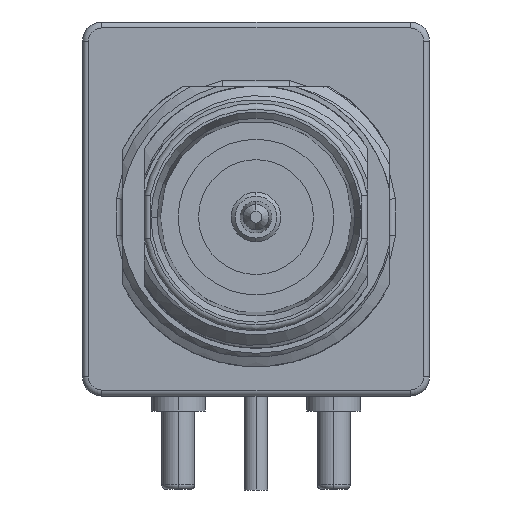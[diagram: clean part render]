
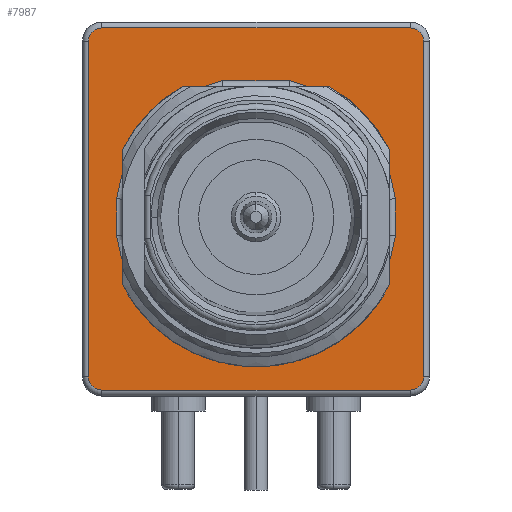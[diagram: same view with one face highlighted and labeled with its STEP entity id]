
A CAD part, left-side view. The second image highlights one B-rep face of the part: STEP entity #7987.
In plain terms, the highlighted planar face has unit normal (-1, 0, 0).
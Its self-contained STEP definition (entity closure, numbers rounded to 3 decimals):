
#255=CARTESIAN_POINT('',(21.133,6.553,7.468));
#256=DIRECTION('',(1.,0.,0.));
#257=DIRECTION('',(0.,1.,0.));
#258=AXIS2_PLACEMENT_3D('',#255,#256,#257);
#260=DIRECTION('',(0.,-1.,0.));
#261=VECTOR('',#260,13.106);
#262=CARTESIAN_POINT('',(21.133,6.553,8.026));
#263=LINE('',#262,#261);
#264=CARTESIAN_POINT('',(21.133,-6.553,7.468));
#265=DIRECTION('',(1.,0.,0.));
#266=DIRECTION('',(0.,0.,1.));
#267=AXIS2_PLACEMENT_3D('',#264,#265,#266);
#269=DIRECTION('',(0.,0.,-1.));
#270=VECTOR('',#269,14.249);
#271=CARTESIAN_POINT('',(21.133,-7.112,7.468));
#272=LINE('',#271,#270);
#273=CARTESIAN_POINT('',(21.133,-6.553,-6.782));
#274=DIRECTION('',(1.,0.,0.));
#275=DIRECTION('',(0.,-1.,0.));
#276=AXIS2_PLACEMENT_3D('',#273,#274,#275);
#278=DIRECTION('',(0.,1.,0.));
#279=VECTOR('',#278,13.106);
#280=CARTESIAN_POINT('',(21.133,-6.553,-7.341));
#281=LINE('',#280,#279);
#282=CARTESIAN_POINT('',(21.133,6.553,-6.782));
#283=DIRECTION('',(1.,0.,0.));
#284=DIRECTION('',(0.,0.,-1.));
#285=AXIS2_PLACEMENT_3D('',#282,#283,#284);
#287=DIRECTION('',(0.,0.,1.));
#288=VECTOR('',#287,14.249);
#289=CARTESIAN_POINT('',(21.133,7.112,-6.782));
#290=LINE('',#289,#288);
#291=CARTESIAN_POINT('',(21.133,0.,0.));
#292=DIRECTION('',(1.,0.,0.));
#293=DIRECTION('',(0.,0.991,0.13));
#294=AXIS2_PLACEMENT_3D('',#291,#292,#293);
#296=DIRECTION('',(0.,0.,-1.));
#297=VECTOR('',#296,1.554);
#298=CARTESIAN_POINT('',(21.133,5.918,0.777));
#299=LINE('',#298,#297);
#300=CARTESIAN_POINT('',(21.133,0.,0.));
#301=DIRECTION('',(1.,0.,0.));
#302=DIRECTION('',(0.,-0.991,-0.13));
#303=AXIS2_PLACEMENT_3D('',#300,#301,#302);
#305=DIRECTION('',(0.,0.,1.));
#306=VECTOR('',#305,1.554);
#307=CARTESIAN_POINT('',(21.133,-5.918,-0.777));
#308=LINE('',#307,#306);
#309=CARTESIAN_POINT('',(21.133,0.,0.));
#310=DIRECTION('',(1.,0.,0.));
#311=DIRECTION('',(0.,-0.242,0.97));
#312=AXIS2_PLACEMENT_3D('',#309,#310,#311);
#314=DIRECTION('',(0.,1.,0.));
#315=VECTOR('',#314,2.892);
#316=CARTESIAN_POINT('',(21.133,-1.446,5.791));
#317=LINE('',#316,#315);
#7143=CARTESIAN_POINT('',(21.133,5.918,0.777));
#7144=CARTESIAN_POINT('',(21.133,1.446,5.791));
#7145=VERTEX_POINT('',#7143);
#7146=VERTEX_POINT('',#7144);
#7153=CARTESIAN_POINT('',(21.133,5.918,-0.777));
#7154=VERTEX_POINT('',#7153);
#7157=CARTESIAN_POINT('',(21.133,-5.918,-0.777));
#7158=VERTEX_POINT('',#7157);
#7161=CARTESIAN_POINT('',(21.133,-5.918,0.777));
#7162=VERTEX_POINT('',#7161);
#7165=CARTESIAN_POINT('',(21.133,-1.446,5.791));
#7166=VERTEX_POINT('',#7165);
#7211=CARTESIAN_POINT('',(21.133,7.112,7.468));
#7212=CARTESIAN_POINT('',(21.133,6.553,8.026));
#7213=VERTEX_POINT('',#7211);
#7214=VERTEX_POINT('',#7212);
#7217=CARTESIAN_POINT('',(21.133,-6.553,8.026));
#7218=VERTEX_POINT('',#7217);
#7221=CARTESIAN_POINT('',(21.133,-7.112,7.468));
#7222=VERTEX_POINT('',#7221);
#7225=CARTESIAN_POINT('',(21.133,-7.112,-6.782));
#7226=VERTEX_POINT('',#7225);
#7229=CARTESIAN_POINT('',(21.133,-6.553,-7.341));
#7230=VERTEX_POINT('',#7229);
#7233=CARTESIAN_POINT('',(21.133,6.553,-7.341));
#7234=VERTEX_POINT('',#7233);
#7237=CARTESIAN_POINT('',(21.133,7.112,-6.782));
#7238=VERTEX_POINT('',#7237);
#7953=CARTESIAN_POINT('',(21.133,0.,0.));
#7954=DIRECTION('',(1.,0.,0.));
#7955=DIRECTION('',(0.,0.,1.));
#7956=AXIS2_PLACEMENT_3D('',#7953,#7954,#7955);
#7957=PLANE('',#7956);
#7959=ORIENTED_EDGE('',*,*,#7958,.T.);
#7961=ORIENTED_EDGE('',*,*,#7960,.T.);
#7963=ORIENTED_EDGE('',*,*,#7962,.T.);
#7965=ORIENTED_EDGE('',*,*,#7964,.T.);
#7967=ORIENTED_EDGE('',*,*,#7966,.T.);
#7969=ORIENTED_EDGE('',*,*,#7968,.T.);
#7971=ORIENTED_EDGE('',*,*,#7970,.T.);
#7973=ORIENTED_EDGE('',*,*,#7972,.T.);
#7974=EDGE_LOOP('',(#7959,#7961,#7963,#7965,#7967,#7969,#7971,#7973));
#7975=FACE_OUTER_BOUND('',#7974,.F.);
#7977=ORIENTED_EDGE('',*,*,#7976,.F.);
#7979=ORIENTED_EDGE('',*,*,#7978,.T.);
#7981=ORIENTED_EDGE('',*,*,#7980,.F.);
#7982=ORIENTED_EDGE('',*,*,#7711,.T.);
#7983=ORIENTED_EDGE('',*,*,#7727,.F.);
#7984=ORIENTED_EDGE('',*,*,#7944,.T.);
#7985=EDGE_LOOP('',(#7977,#7979,#7981,#7982,#7983,#7984));
#7986=FACE_BOUND('',#7985,.F.);
#7987=ADVANCED_FACE('',(#7975,#7986),#7957,.F.);
#259=CIRCLE('',#258,0.559);
#268=CIRCLE('',#267,0.559);
#277=CIRCLE('',#276,0.559);
#286=CIRCLE('',#285,0.559);
#295=CIRCLE('',#294,5.969);
#304=CIRCLE('',#303,5.969);
#313=CIRCLE('',#312,5.969);
#7711=EDGE_CURVE('',#7158,#7162,#308,.T.);
#7727=EDGE_CURVE('',#7166,#7162,#313,.T.);
#7944=EDGE_CURVE('',#7166,#7146,#317,.T.);
#7958=EDGE_CURVE('',#7213,#7214,#259,.T.);
#7960=EDGE_CURVE('',#7214,#7218,#263,.T.);
#7962=EDGE_CURVE('',#7218,#7222,#268,.T.);
#7964=EDGE_CURVE('',#7222,#7226,#272,.T.);
#7966=EDGE_CURVE('',#7226,#7230,#277,.T.);
#7968=EDGE_CURVE('',#7230,#7234,#281,.T.);
#7970=EDGE_CURVE('',#7234,#7238,#286,.T.);
#7972=EDGE_CURVE('',#7238,#7213,#290,.T.);
#7976=EDGE_CURVE('',#7145,#7146,#295,.T.);
#7978=EDGE_CURVE('',#7145,#7154,#299,.T.);
#7980=EDGE_CURVE('',#7158,#7154,#304,.T.);
